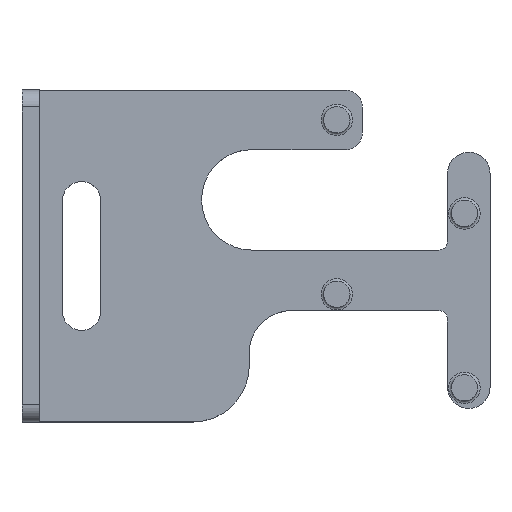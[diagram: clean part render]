
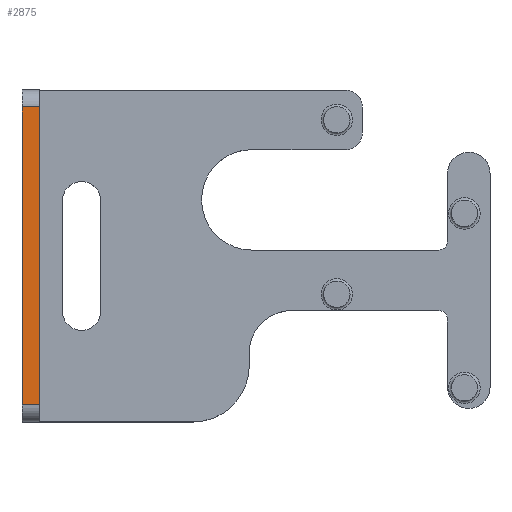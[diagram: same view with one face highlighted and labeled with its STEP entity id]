
A CAD part, top view. The second image highlights one B-rep face of the part: STEP entity #2875.
In plain terms, the highlighted planar face has unit normal (0, 0, 1).
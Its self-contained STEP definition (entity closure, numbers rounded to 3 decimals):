
#106 = PLANE('',#107);
#107 = AXIS2_PLACEMENT_3D('',#108,#109,#110);
#108 = CARTESIAN_POINT('',(-25.,-19.509,10.));
#109 = DIRECTION('',(-1.,0.,0.));
#110 = DIRECTION('',(0.,0.,-1.));
#1041 = CYLINDRICAL_SURFACE('',#1042,2.);
#1042 = AXIS2_PLACEMENT_3D('',#1043,#1044,#1045);
#1043 = CARTESIAN_POINT('',(-27.,-17.509,10.));
#1044 = DIRECTION('',(-1.,0.,0.));
#1045 = DIRECTION('',(0.,-1.,0.));
#1069 = PLANE('',#1070);
#1070 = AXIS2_PLACEMENT_3D('',#1071,#1072,#1073);
#1071 = CARTESIAN_POINT('',(-27.,-19.509,0.));
#1072 = DIRECTION('',(1.,0.,0.));
#1073 = DIRECTION('',(0.,0.,1.));
#1130 = VERTEX_POINT('',#1131);
#1131 = CARTESIAN_POINT('',(-25.,-17.509,12.));
#1153 = EDGE_CURVE('',#1154,#1130,#1156,.T.);
#1154 = VERTEX_POINT('',#1155);
#1155 = CARTESIAN_POINT('',(-25.,17.491,12.));
#1156 = SURFACE_CURVE('',#1157,(#1161,#1168),.PCURVE_S1.);
#1157 = LINE('',#1158,#1159);
#1158 = CARTESIAN_POINT('',(-25.,17.491,12.));
#1159 = VECTOR('',#1160,1.);
#1160 = DIRECTION('',(0.,-1.,0.));
#1161 = PCURVE('',#106,#1162);
#1162 = DEFINITIONAL_REPRESENTATION('',(#1163),#1167);
#1163 = LINE('',#1164,#1165);
#1164 = CARTESIAN_POINT('',(-2.,-37.));
#1165 = VECTOR('',#1166,1.);
#1166 = DIRECTION('',(0.,1.));
#1167 = ( GEOMETRIC_REPRESENTATION_CONTEXT(2) 
PARAMETRIC_REPRESENTATION_CONTEXT() REPRESENTATION_CONTEXT('2D SPACE',''
  ) );
#1168 = PCURVE('',#1169,#1174);
#1169 = PLANE('',#1170);
#1170 = AXIS2_PLACEMENT_3D('',#1171,#1172,#1173);
#1171 = CARTESIAN_POINT('',(-27.,17.491,12.));
#1172 = DIRECTION('',(-0.,-0.,-1.));
#1173 = DIRECTION('',(0.,-1.,0.));
#1174 = DEFINITIONAL_REPRESENTATION('',(#1175),#1179);
#1175 = LINE('',#1176,#1177);
#1176 = CARTESIAN_POINT('',(0.,-2.));
#1177 = VECTOR('',#1178,1.);
#1178 = DIRECTION('',(1.,0.));
#1179 = ( GEOMETRIC_REPRESENTATION_CONTEXT(2) 
PARAMETRIC_REPRESENTATION_CONTEXT() REPRESENTATION_CONTEXT('2D SPACE',''
  ) );
#1198 = CYLINDRICAL_SURFACE('',#1199,2.);
#1199 = AXIS2_PLACEMENT_3D('',#1200,#1201,#1202);
#1200 = CARTESIAN_POINT('',(-27.,17.491,10.));
#1201 = DIRECTION('',(-1.,0.,0.));
#1202 = DIRECTION('',(0.,-1.,0.));
#2739 = EDGE_CURVE('',#2740,#1130,#2742,.T.);
#2740 = VERTEX_POINT('',#2741);
#2741 = CARTESIAN_POINT('',(-27.,-17.509,12.));
#2742 = SURFACE_CURVE('',#2743,(#2747,#2754),.PCURVE_S1.);
#2743 = LINE('',#2744,#2745);
#2744 = CARTESIAN_POINT('',(-27.,-17.509,12.));
#2745 = VECTOR('',#2746,1.);
#2746 = DIRECTION('',(1.,0.,0.));
#2747 = PCURVE('',#1041,#2748);
#2748 = DEFINITIONAL_REPRESENTATION('',(#2749),#2753);
#2749 = LINE('',#2750,#2751);
#2750 = CARTESIAN_POINT('',(1.571,0.));
#2751 = VECTOR('',#2752,1.);
#2752 = DIRECTION('',(0.,-1.));
#2753 = ( GEOMETRIC_REPRESENTATION_CONTEXT(2) 
PARAMETRIC_REPRESENTATION_CONTEXT() REPRESENTATION_CONTEXT('2D SPACE',''
  ) );
#2754 = PCURVE('',#1169,#2755);
#2755 = DEFINITIONAL_REPRESENTATION('',(#2756),#2760);
#2756 = LINE('',#2757,#2758);
#2757 = CARTESIAN_POINT('',(35.,0.));
#2758 = VECTOR('',#2759,1.);
#2759 = DIRECTION('',(0.,-1.));
#2760 = ( GEOMETRIC_REPRESENTATION_CONTEXT(2) 
PARAMETRIC_REPRESENTATION_CONTEXT() REPRESENTATION_CONTEXT('2D SPACE',''
  ) );
#2796 = VERTEX_POINT('',#2797);
#2797 = CARTESIAN_POINT('',(-27.,17.491,12.));
#2823 = EDGE_CURVE('',#2796,#2740,#2824,.T.);
#2824 = SURFACE_CURVE('',#2825,(#2829,#2836),.PCURVE_S1.);
#2825 = LINE('',#2826,#2827);
#2826 = CARTESIAN_POINT('',(-27.,17.491,12.));
#2827 = VECTOR('',#2828,1.);
#2828 = DIRECTION('',(0.,-1.,0.));
#2829 = PCURVE('',#1069,#2830);
#2830 = DEFINITIONAL_REPRESENTATION('',(#2831),#2835);
#2831 = LINE('',#2832,#2833);
#2832 = CARTESIAN_POINT('',(12.,-37.));
#2833 = VECTOR('',#2834,1.);
#2834 = DIRECTION('',(0.,1.));
#2835 = ( GEOMETRIC_REPRESENTATION_CONTEXT(2) 
PARAMETRIC_REPRESENTATION_CONTEXT() REPRESENTATION_CONTEXT('2D SPACE',''
  ) );
#2836 = PCURVE('',#1169,#2837);
#2837 = DEFINITIONAL_REPRESENTATION('',(#2838),#2842);
#2838 = LINE('',#2839,#2840);
#2839 = CARTESIAN_POINT('',(0.,0.));
#2840 = VECTOR('',#2841,1.);
#2841 = DIRECTION('',(1.,0.));
#2842 = ( GEOMETRIC_REPRESENTATION_CONTEXT(2) 
PARAMETRIC_REPRESENTATION_CONTEXT() REPRESENTATION_CONTEXT('2D SPACE',''
  ) );
#2875 = ADVANCED_FACE('',(#2876),#1169,.F.);
#2876 = FACE_BOUND('',#2877,.F.);
#2877 = EDGE_LOOP('',(#2878,#2899,#2900,#2901));
#2878 = ORIENTED_EDGE('',*,*,#2879,.T.);
#2879 = EDGE_CURVE('',#2796,#1154,#2880,.T.);
#2880 = SURFACE_CURVE('',#2881,(#2885,#2892),.PCURVE_S1.);
#2881 = LINE('',#2882,#2883);
#2882 = CARTESIAN_POINT('',(-27.,17.491,12.));
#2883 = VECTOR('',#2884,1.);
#2884 = DIRECTION('',(1.,0.,0.));
#2885 = PCURVE('',#1169,#2886);
#2886 = DEFINITIONAL_REPRESENTATION('',(#2887),#2891);
#2887 = LINE('',#2888,#2889);
#2888 = CARTESIAN_POINT('',(0.,0.));
#2889 = VECTOR('',#2890,1.);
#2890 = DIRECTION('',(0.,-1.));
#2891 = ( GEOMETRIC_REPRESENTATION_CONTEXT(2) 
PARAMETRIC_REPRESENTATION_CONTEXT() REPRESENTATION_CONTEXT('2D SPACE',''
  ) );
#2892 = PCURVE('',#1198,#2893);
#2893 = DEFINITIONAL_REPRESENTATION('',(#2894),#2898);
#2894 = LINE('',#2895,#2896);
#2895 = CARTESIAN_POINT('',(1.571,0.));
#2896 = VECTOR('',#2897,1.);
#2897 = DIRECTION('',(0.,-1.));
#2898 = ( GEOMETRIC_REPRESENTATION_CONTEXT(2) 
PARAMETRIC_REPRESENTATION_CONTEXT() REPRESENTATION_CONTEXT('2D SPACE',''
  ) );
#2899 = ORIENTED_EDGE('',*,*,#1153,.T.);
#2900 = ORIENTED_EDGE('',*,*,#2739,.F.);
#2901 = ORIENTED_EDGE('',*,*,#2823,.F.);
